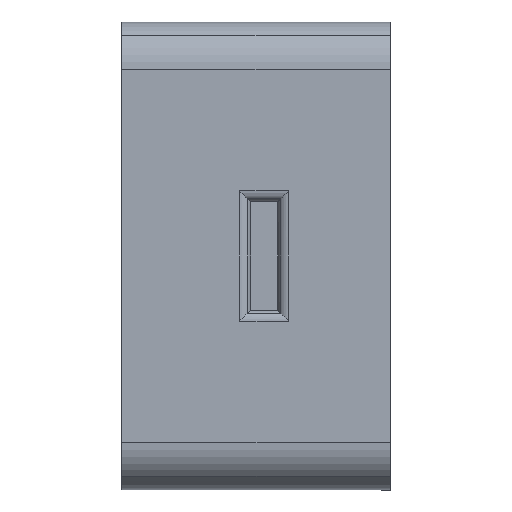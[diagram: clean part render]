
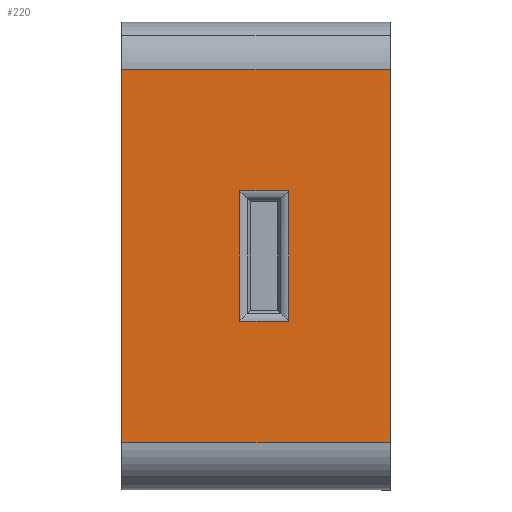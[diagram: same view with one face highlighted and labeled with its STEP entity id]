
A CAD part, left-side view. The second image highlights one B-rep face of the part: STEP entity #220.
In plain terms, the highlighted planar face has unit normal (-1, 0, 0).
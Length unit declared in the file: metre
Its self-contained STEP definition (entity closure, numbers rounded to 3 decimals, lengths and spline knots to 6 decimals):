
#220=ADVANCED_FACE('9:1700',(#699,#700),#701,.T.);
#699=FACE_OUTER_BOUND('',#1358,.T.);
#700=FACE_BOUND('',#1359,.T.);
#701=PLANE('',#1360);
#1358=EDGE_LOOP('',(#3623,#3624,#3625,#3626));
#1359=EDGE_LOOP('',(#3627,#3628,#3629,#3630));
#1360=AXIS2_PLACEMENT_3D('',#3631,#3632,#3633);
#3623=ORIENTED_EDGE('',*,*,#5196,.F.);
#3624=ORIENTED_EDGE('',*,*,#5469,.T.);
#3625=ORIENTED_EDGE('',*,*,#5489,.F.);
#3626=ORIENTED_EDGE('',*,*,#5446,.T.);
#3627=ORIENTED_EDGE('',*,*,#5490,.T.);
#3628=ORIENTED_EDGE('',*,*,#5168,.F.);
#3629=ORIENTED_EDGE('',*,*,#5165,.F.);
#3630=ORIENTED_EDGE('',*,*,#5162,.F.);
#3631=CARTESIAN_POINT('',(-0.01923,0.039064,0.021274));
#3632=DIRECTION('',(-1.0,0.,0.));
#3633=DIRECTION('',(0.,0.,-1.0));
#5162=EDGE_CURVE('3:15409',#6091,#6093,#6094,.T.);
#5165=EDGE_CURVE('3:15164',#6093,#6098,#6099,.T.);
#5168=EDGE_CURVE('3:15350',#6098,#6103,#6104,.T.);
#5196=EDGE_CURVE('1:585',#6155,#6157,#6158,.T.);
#5446=EDGE_CURVE('1:226',#6576,#6157,#6577,.F.);
#5469=EDGE_CURVE('1:229',#6155,#6608,#6610,.T.);
#5489=EDGE_CURVE('1:549',#6576,#6608,#6646,.T.);
#5490=EDGE_CURVE('3:13601',#6091,#6103,#6647,.T.);
#6091=VERTEX_POINT('',#7436);
#6093=VERTEX_POINT('',#7438);
#6094=LINE('',#7439,#7440);
#6098=VERTEX_POINT('',#7445);
#6099=LINE('',#7446,#7447);
#6103=VERTEX_POINT('',#7452);
#6104=LINE('',#7453,#7454);
#6155=VERTEX_POINT('',#7518);
#6157=VERTEX_POINT('',#7520);
#6158=LINE('',#7521,#7522);
#6576=VERTEX_POINT('',#8210);
#6577=LINE('',#8211,#8212);
#6608=VERTEX_POINT('',#8253);
#6610=LINE('',#8255,#8256);
#6646=LINE('',#8310,#8311);
#6647=LINE('',#8312,#8313);
#7436=CARTESIAN_POINT('',(-0.01923,0.014464,0.030874));
#7438=CARTESIAN_POINT('',(-0.01923,0.021664,0.030874));
#7439=CARTESIAN_POINT('',(-0.01923,0.029564,0.030874));
#7440=VECTOR('',#9460,1.0);
#7445=CARTESIAN_POINT('',(-0.01923,0.021664,0.011674));
#7446=CARTESIAN_POINT('',(-0.01923,0.021664,0.021274));
#7447=VECTOR('',#9465,1.0);
#7452=CARTESIAN_POINT('',(-0.01923,0.014464,0.011674));
#7453=CARTESIAN_POINT('',(-0.01923,0.029564,0.011674));
#7454=VECTOR('',#9470,1.0);
#7518=CARTESIAN_POINT('',(-0.01923,0.039064,0.048774));
#7520=CARTESIAN_POINT('',(-0.01923,-0.000536,0.048774));
#7521=CARTESIAN_POINT('',(-0.01923,0.039064,0.048774));
#7522=VECTOR('',#9526,1.0);
#8210=CARTESIAN_POINT('',(-0.01923,-0.000536,-0.006226));
#8211=CARTESIAN_POINT('',(-0.01923,-0.000536,0.021274));
#8212=VECTOR('',#9782,1.0);
#8253=CARTESIAN_POINT('',(-0.01923,0.039064,-0.006226));
#8255=CARTESIAN_POINT('',(-0.01923,0.039064,0.021274));
#8256=VECTOR('',#9829,1.0);
#8310=CARTESIAN_POINT('',(-0.01923,0.039064,-0.006226));
#8311=VECTOR('',#9851,1.0);
#8312=CARTESIAN_POINT('',(-0.01923,0.014464,0.021274));
#8313=VECTOR('',#9852,1.0);
#9460=DIRECTION('',(0.,1.0,0.));
#9465=DIRECTION('',(0.,0.,-1.0));
#9470=DIRECTION('',(0.,-1.0,0.));
#9526=DIRECTION('',(0.,-1.0,0.));
#9782=DIRECTION('',(0.,0.,-1.0));
#9829=DIRECTION('',(0.,0.,-1.0));
#9851=DIRECTION('',(0.0,1.0,0.));
#9852=DIRECTION('',(0.,0.,-1.0));
